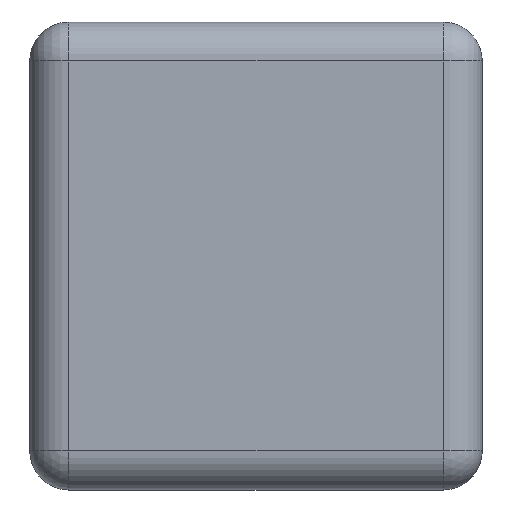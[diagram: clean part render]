
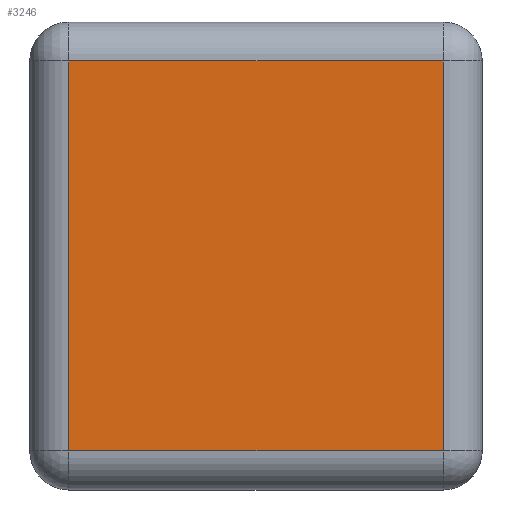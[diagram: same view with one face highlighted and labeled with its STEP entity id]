
A CAD part, left-side view. The second image highlights one B-rep face of the part: STEP entity #3246.
In plain terms, the highlighted face is planar.
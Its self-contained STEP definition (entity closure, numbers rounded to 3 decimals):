
#48 = CARTESIAN_POINT ( 'NONE',  ( 0.1, 0.795, -0.075 ) ) ;
#362 = VERTEX_POINT ( 'NONE', #48 ) ;
#658 = AXIS2_PLACEMENT_3D ( 'NONE', #1288, #4548, #1680 ) ;
#1288 = CARTESIAN_POINT ( 'NONE',  ( 0.1, 0., 0. ) ) ;
#1379 = LINE ( 'NONE', #4411, #4246 ) ;
#1507 = CARTESIAN_POINT ( 'NONE',  ( 0.1, 0.075, -0.075 ) ) ;
#1531 = DIRECTION ( 'NONE',  ( 0., -1., 0. ) ) ;
#1563 = ORIENTED_EDGE ( 'NONE', *, *, #2465, .T. ) ;
#1626 = EDGE_CURVE ( 'NONE', #4089, #3057, #1379, .T. ) ;
#1680 = DIRECTION ( 'NONE',  ( 0., 0., 1. ) ) ;
#1996 = EDGE_CURVE ( 'NONE', #362, #3660, #3859, .T. ) ;
#2093 = VECTOR ( 'NONE', #1531, 1000. ) ;
#2465 = EDGE_CURVE ( 'NONE', #3057, #362, #3932, .T. ) ;
#2538 = DIRECTION ( 'NONE',  ( 0., 0., -1. ) ) ;
#2611 = DIRECTION ( 'NONE',  ( 0., 1., 0. ) ) ;
#2679 = DIRECTION ( 'NONE',  ( 0., 0., 1. ) ) ;
#2688 = VECTOR ( 'NONE', #2679, 1000. ) ;
#2945 = CARTESIAN_POINT ( 'NONE',  ( 0.1, 0.795, -0.825 ) ) ;
#2960 = EDGE_LOOP ( 'NONE', ( #3273, #2975, #1563, #4518 ) ) ;
#2975 = ORIENTED_EDGE ( 'NONE', *, *, #1626, .T. ) ;
#3057 = VERTEX_POINT ( 'NONE', #2945 ) ;
#3246 = ADVANCED_FACE ( 'NONE', ( #4272 ), #4473, .F. ) ;
#3273 = ORIENTED_EDGE ( 'NONE', *, *, #3673, .T. ) ;
#3660 = VERTEX_POINT ( 'NONE', #1507 ) ;
#3673 = EDGE_CURVE ( 'NONE', #3660, #4089, #4510, .T. ) ;
#3859 = LINE ( 'NONE', #4306, #2093 ) ;
#3932 = LINE ( 'NONE', #4104, #2688 ) ;
#3966 = CARTESIAN_POINT ( 'NONE',  ( 0.1, 0.075, 0. ) ) ;
#4089 = VERTEX_POINT ( 'NONE', #4123 ) ;
#4104 = CARTESIAN_POINT ( 'NONE',  ( 0.1, 0.795, 0. ) ) ;
#4123 = CARTESIAN_POINT ( 'NONE',  ( 0.1, 0.075, -0.825 ) ) ;
#4246 = VECTOR ( 'NONE', #2611, 1000. ) ;
#4266 = VECTOR ( 'NONE', #2538, 1000. ) ;
#4272 = FACE_OUTER_BOUND ( 'NONE', #2960, .T. ) ;
#4306 = CARTESIAN_POINT ( 'NONE',  ( 0.1, 0., -0.075 ) ) ;
#4411 = CARTESIAN_POINT ( 'NONE',  ( 0.1, 0., -0.825 ) ) ;
#4473 = PLANE ( 'NONE',  #658 ) ;
#4510 = LINE ( 'NONE', #3966, #4266 ) ;
#4518 = ORIENTED_EDGE ( 'NONE', *, *, #1996, .T. ) ;
#4548 = DIRECTION ( 'NONE',  ( -1., 0., 0. ) ) ;
